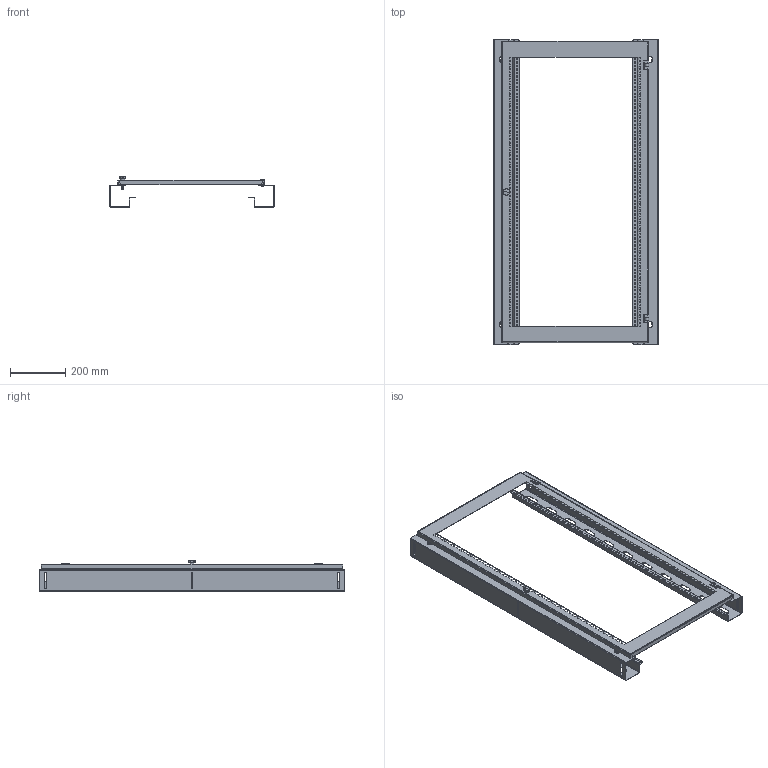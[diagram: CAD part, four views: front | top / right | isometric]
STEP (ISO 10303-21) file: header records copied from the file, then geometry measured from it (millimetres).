
FILE_DESCRIPTION (( 'STEP AP214' ), '1' );
FILE_NAME ('405.611.STEP', '2024-08-13T09:30:22', ( '' ), ( '' ), 'SwSTEP 2.0', 'SolidWorks 2021', '' );
FILE_SCHEMA (( 'AUTOMOTIVE_DESIGN' ));
Length unit declared in the file: millimetre
Products named in the file (11): 405.611; Çàêëåïêà ðåçüáîâàÿ Ì6 øåñòèãðàííàÿ ñ óìåíüøåííûì áîðòîì; Âèíò Ì5; ﾘ琺矜 ﾌ6; Ðó÷êà-áàðàøåê; Ãàéêà Ì6 ñ íåéëîíîâûì êîëüöîì; ﾁ瑩璧裲; 嵑謺麃 檐; 405.011; Øïèëüêà Ì6
Assembly tree (13 placements, depth 3):
  405.611
    405.611
    405.011  x2
    嵑謺麃 檐  x2
    Âèíò Ì5  x2
    Çàêëåïêà ðåçüáîâàÿ Ì6 øåñòèãðàííàÿ ñ óìåíüøåííûì áîðòîì
    Ðó÷êà-áàðàøåê
      ﾁ瑩璧裲
      Øïèëüêà Ì6
    Ãàéêà Ì6 ñ íåéëîíîâûì êîëüöîì
    ﾘ琺矜 ﾌ6
Bounding box: 596 x 1105 x 110.55 mm (x, y, z)
Volume: 1127977.4 mm3; surface area: 1527350.3 mm2
Topology: 16 solids, 16 shells, 1613 faces, 4494 edges, 2920 vertices
Faces by surface type: plane 909, cylinder 634, bspline 34, cone 30, sphere 6
Entity records: 48201 total; most frequent: CARTESIAN_POINT 15678, ORIENTED_EDGE 6812, DIRECTION 6190, EDGE_CURVE 3406, LINE 2506, VECTOR 2506, VERTEX_POINT 2219, AXIS2_PLACEMENT_3D 1842
